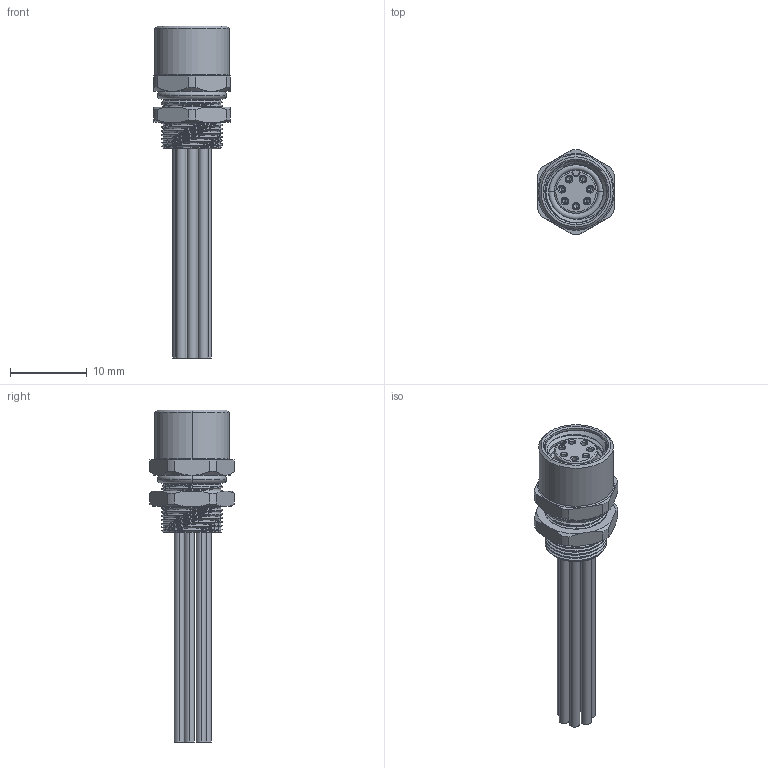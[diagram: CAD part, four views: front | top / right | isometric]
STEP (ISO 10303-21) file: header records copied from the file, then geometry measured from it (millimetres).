
FILE_DESCRIPTION((''),'2;1');
FILE_NAME('8P-K187','2025-09-09T',('gongcheng16'),(''),'PRO/ENGINEER BY PARAMETRIC TECHNOLOGY CORPORATION, 2010280','PRO/ENGINEER BY PARAMETRIC TECHNOLOGY CORPORATION, 2010280','');
FILE_SCHEMA(('CONFIG_CONTROL_DESIGN'));
Length unit declared in the file: millimetre
Products named in the file (1): 8P-K187
Bounding box: 10 x 10.99 x 43.2 mm (x, y, z)
Volume: 224.5 mm3; surface area: 3529.4 mm2
Topology: 1 solids, 20 shells, 678 faces, 1635 edges, 1013 vertices
Faces by surface type: cylinder 264, plane 194, cone 150, torus 44, bspline 26
Entity records: 26722 total; most frequent: CARTESIAN_POINT 10930, DIRECTION 3391, ORIENTED_EDGE 3214, EDGE_CURVE 1607, AXIS2_PLACEMENT_3D 1371, VERTEX_POINT 1013, EDGE_LOOP 758, CIRCLE 718
